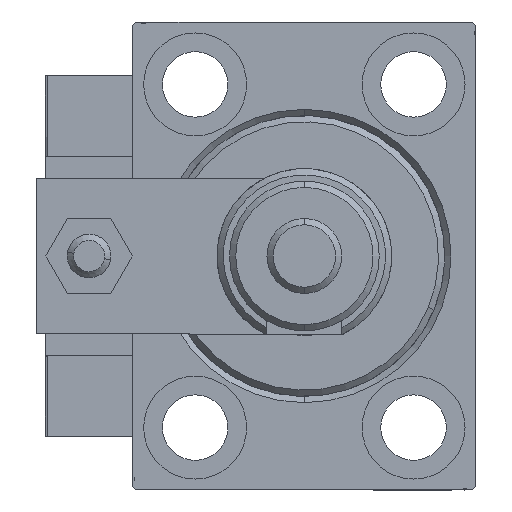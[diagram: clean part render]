
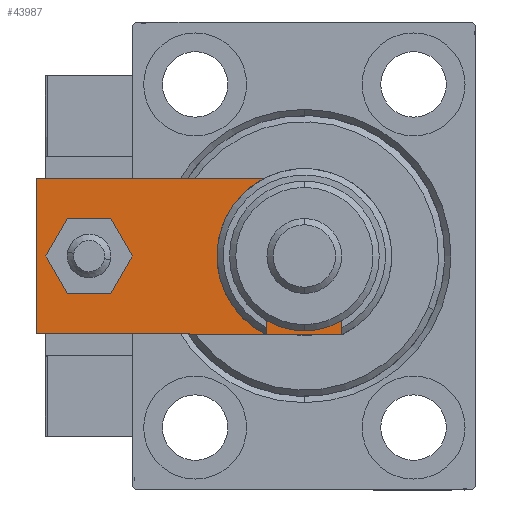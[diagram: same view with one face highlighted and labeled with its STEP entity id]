
A CAD part, left-side view. The second image highlights one B-rep face of the part: STEP entity #43987.
In plain terms, the highlighted face is planar.
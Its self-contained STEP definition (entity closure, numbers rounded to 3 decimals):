
#2459 = EDGE_CURVE ( 'NONE', #16895, #42389, #12720, .T. ) ;
#2584 = VECTOR ( 'NONE', #18879, 1000. ) ;
#3121 = CARTESIAN_POINT ( 'NONE',  ( 0., 12., 6. ) ) ;
#4698 = DIRECTION ( 'NONE',  ( 1., 0., 0. ) ) ;
#5155 = VECTOR ( 'NONE', #31536, 1000. ) ;
#5181 = VECTOR ( 'NONE', #26098, 1000. ) ;
#5195 = VERTEX_POINT ( 'NONE', #34697 ) ;
#5228 = DIRECTION ( 'NONE',  ( 0., 0., 1. ) ) ;
#5763 = CARTESIAN_POINT ( 'NONE',  ( 0., 46.5, 6. ) ) ;
#6584 = EDGE_CURVE ( 'NONE', #12746, #5195, #12102, .T. ) ;
#6792 = FACE_OUTER_BOUND ( 'NONE', #30168, .T. ) ;
#7334 = ORIENTED_EDGE ( 'NONE', *, *, #6584, .F. ) ;
#7515 = VERTEX_POINT ( 'NONE', #43039 ) ;
#11061 = DIRECTION ( 'NONE',  ( 0., 0., 1. ) ) ;
#11481 = ORIENTED_EDGE ( 'NONE', *, *, #18430, .F. ) ;
#11595 = CARTESIAN_POINT ( 'NONE',  ( 0., 12., 6. ) ) ;
#11781 = VERTEX_POINT ( 'NONE', #34980 ) ;
#12102 = CIRCLE ( 'NONE', #42378, 8.25 ) ;
#12541 = CARTESIAN_POINT ( 'NONE',  ( -12.5, 55., 6. ) ) ;
#12720 = LINE ( 'NONE', #33312, #51873 ) ;
#12746 = VERTEX_POINT ( 'NONE', #34438 ) ;
#13855 = EDGE_CURVE ( 'NONE', #28473, #18374, #17713, .T. ) ;
#14116 = FACE_BOUND ( 'NONE', #31640, .T. ) ;
#14638 = EDGE_CURVE ( 'NONE', #18374, #17581, #44302, .T. ) ;
#14862 = ORIENTED_EDGE ( 'NONE', *, *, #13855, .T. ) ;
#15030 = DIRECTION ( 'NONE',  ( 0., 0., 1. ) ) ;
#15349 = CIRCLE ( 'NONE', #44765, 8.25 ) ;
#16404 = CARTESIAN_POINT ( 'NONE',  ( -4., 46.5, 6. ) ) ;
#16895 = VERTEX_POINT ( 'NONE', #52730 ) ;
#16968 = VERTEX_POINT ( 'NONE', #16404 ) ;
#17581 = VERTEX_POINT ( 'NONE', #31408 ) ;
#17713 = LINE ( 'NONE', #42889, #5181 ) ;
#18181 = PLANE ( 'NONE',  #34846 ) ;
#18374 = VERTEX_POINT ( 'NONE', #12541 ) ;
#18430 = EDGE_CURVE ( 'NONE', #11781, #16968, #20066, .T. ) ;
#18528 = VECTOR ( 'NONE', #44858, 1000. ) ;
#18879 = DIRECTION ( 'NONE',  ( 0., 1., 0. ) ) ;
#18980 = DIRECTION ( 'NONE',  ( 1., 0., 0. ) ) ;
#20066 = CIRCLE ( 'NONE', #38235, 4. ) ;
#22138 = CARTESIAN_POINT ( 'NONE',  ( 12.5, 0., 6. ) ) ;
#22282 = DIRECTION ( 'NONE',  ( 1., 0., 0. ) ) ;
#22832 = ORIENTED_EDGE ( 'NONE', *, *, #2459, .T. ) ;
#23974 = EDGE_CURVE ( 'NONE', #7515, #16895, #32410, .T. ) ;
#25268 = EDGE_CURVE ( 'NONE', #16968, #11781, #34916, .T. ) ;
#25540 = DIRECTION ( 'NONE',  ( 0., 0., 1. ) ) ;
#25947 = ORIENTED_EDGE ( 'NONE', *, *, #25268, .F. ) ;
#25962 = ORIENTED_EDGE ( 'NONE', *, *, #23974, .T. ) ;
#26098 = DIRECTION ( 'NONE',  ( -1., 0., 0. ) ) ;
#26192 = LINE ( 'NONE', #22138, #2584 ) ;
#27582 = DIRECTION ( 'NONE',  ( 1., 0., 0. ) ) ;
#27995 = CARTESIAN_POINT ( 'NONE',  ( 12.5, 5.66, 6. ) ) ;
#28337 = CARTESIAN_POINT ( 'NONE',  ( -12.5, 0., 6. ) ) ;
#28473 = VERTEX_POINT ( 'NONE', #35863 ) ;
#29873 = CARTESIAN_POINT ( 'NONE',  ( 0., 46.5, 6. ) ) ;
#30168 = EDGE_LOOP ( 'NONE', ( #48748, #47707, #25962, #22832, #37934, #14862 ) ) ;
#30904 = DIRECTION ( 'NONE',  ( 0., 0., 1. ) ) ;
#31408 = CARTESIAN_POINT ( 'NONE',  ( -12.5, 5.66, 6. ) ) ;
#31536 = DIRECTION ( 'NONE',  ( 0.707, -0.707, 0. ) ) ;
#31640 = EDGE_LOOP ( 'NONE', ( #35842, #7334 ) ) ;
#32386 = DIRECTION ( 'NONE',  ( 0., -1., 0. ) ) ;
#32394 = EDGE_LOOP ( 'NONE', ( #25947, #11481 ) ) ;
#32410 = LINE ( 'NONE', #28337, #18528 ) ;
#33312 = CARTESIAN_POINT ( 'NONE',  ( 3.42, -3.42, 6. ) ) ;
#33562 = EDGE_CURVE ( 'NONE', #5195, #12746, #15349, .T. ) ;
#34438 = CARTESIAN_POINT ( 'NONE',  ( 8.25, 12., 6. ) ) ;
#34697 = CARTESIAN_POINT ( 'NONE',  ( -8.25, 12., 6. ) ) ;
#34846 = AXIS2_PLACEMENT_3D ( 'NONE', #35508, #30904, #18980 ) ;
#34916 = CIRCLE ( 'NONE', #42706, 4. ) ;
#34980 = CARTESIAN_POINT ( 'NONE',  ( 4., 46.5, 6. ) ) ;
#35330 = CARTESIAN_POINT ( 'NONE',  ( -3.42, -3.42, 6. ) ) ;
#35508 = CARTESIAN_POINT ( 'NONE',  ( 0., 0., 6. ) ) ;
#35842 = ORIENTED_EDGE ( 'NONE', *, *, #33562, .F. ) ;
#35863 = CARTESIAN_POINT ( 'NONE',  ( 12.5, 55., 6. ) ) ;
#36496 = EDGE_CURVE ( 'NONE', #17581, #7515, #40459, .T. ) ;
#36793 = EDGE_CURVE ( 'NONE', #42389, #28473, #26192, .T. ) ;
#37934 = ORIENTED_EDGE ( 'NONE', *, *, #36793, .T. ) ;
#38235 = AXIS2_PLACEMENT_3D ( 'NONE', #29873, #5228, #4698 ) ;
#40208 = DIRECTION ( 'NONE',  ( 1., 0., 0. ) ) ;
#40243 = CARTESIAN_POINT ( 'NONE',  ( -12.5, 55., 6. ) ) ;
#40459 = LINE ( 'NONE', #35330, #5155 ) ;
#42378 = AXIS2_PLACEMENT_3D ( 'NONE', #11595, #11061, #27582 ) ;
#42389 = VERTEX_POINT ( 'NONE', #27995 ) ;
#42706 = AXIS2_PLACEMENT_3D ( 'NONE', #5763, #25540, #22282 ) ;
#42889 = CARTESIAN_POINT ( 'NONE',  ( 12.5, 55., 6. ) ) ;
#43039 = CARTESIAN_POINT ( 'NONE',  ( -6.84, 0., 6. ) ) ;
#43987 = ADVANCED_FACE ( 'NONE', ( #51760, #6792, #14116 ), #18181, .T. ) ;
#44123 = VECTOR ( 'NONE', #32386, 1000. ) ;
#44302 = LINE ( 'NONE', #40243, #44123 ) ;
#44765 = AXIS2_PLACEMENT_3D ( 'NONE', #3121, #15030, #40208 ) ;
#44858 = DIRECTION ( 'NONE',  ( 1., 0., 0. ) ) ;
#47707 = ORIENTED_EDGE ( 'NONE', *, *, #36496, .T. ) ;
#48748 = ORIENTED_EDGE ( 'NONE', *, *, #14638, .T. ) ;
#49828 = DIRECTION ( 'NONE',  ( 0.707, 0.707, 0. ) ) ;
#51760 = FACE_BOUND ( 'NONE', #32394, .T. ) ;
#51873 = VECTOR ( 'NONE', #49828, 1000. ) ;
#52730 = CARTESIAN_POINT ( 'NONE',  ( 6.84, 0., 6. ) ) ;
